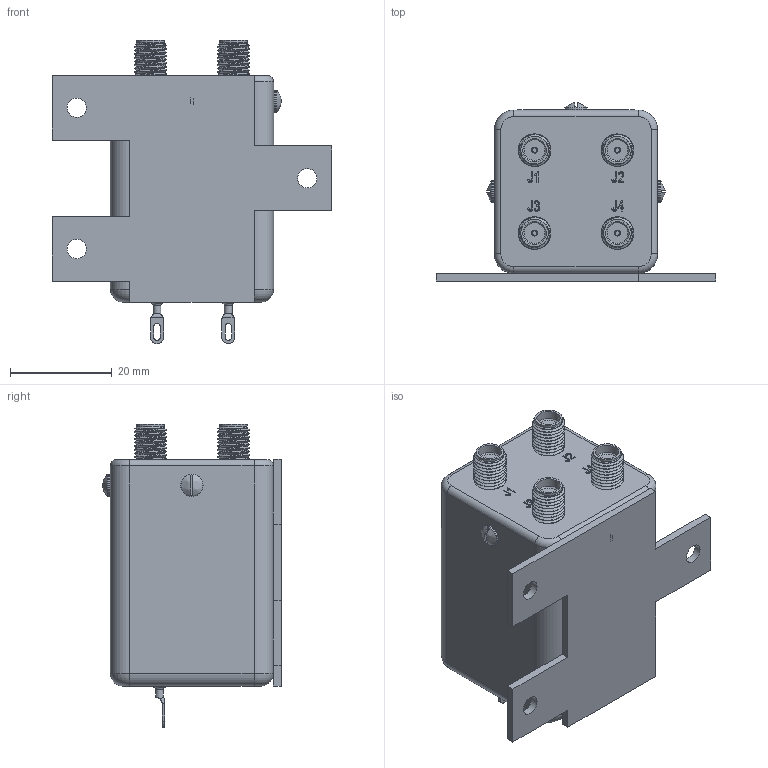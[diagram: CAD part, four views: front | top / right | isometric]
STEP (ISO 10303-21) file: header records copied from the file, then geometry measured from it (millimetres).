
FILE_DESCRIPTION (( 'STEP AP203' ), '1' );
FILE_NAME ('PE71S6400_3D.step', '2021-03-19T14:48:56', ( '' ), ( '' ), 'SwSTEP 2.0', 'SolidWorks 2020', '' );
FILE_SCHEMA (( 'CONFIG_CONTROL_DESIGN' ));
Length unit declared in the file: inch
Products named in the file (1): PE71S6400_3D
Bounding box: 54.86 x 35 x 59.46 mm (x, y, z)
Volume: 48060.6 mm3; surface area: 13590.7 mm2
Topology: 7 solids, 7 shells, 1086 faces, 2859 edges, 1893 vertices
Faces by surface type: plane 588, bspline 298, cylinder 182, torus 10, cone 8
Full cylindrical faces by diameter (mm): 0.304 x1, 0.312 x1, 0.762 x2, 0.914 x4, 1.168 x4, 1.524 x2, 3.759 x2, 3.785 x3, 4.42 x5, 4.572 x4, 5.385 x4
Entity records: 54696 total; most frequent: CARTESIAN_POINT 30149, ORIENTED_EDGE 5586, DIRECTION 3916, EDGE_CURVE 2793, VERTEX_POINT 1883, VECTOR 1784, LINE 1784, EDGE_LOOP 1258
